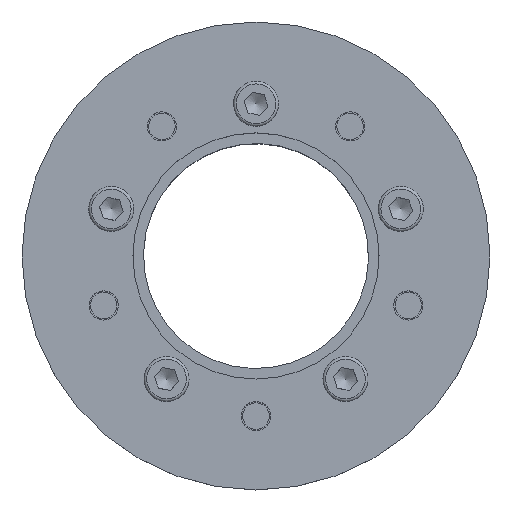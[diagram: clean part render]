
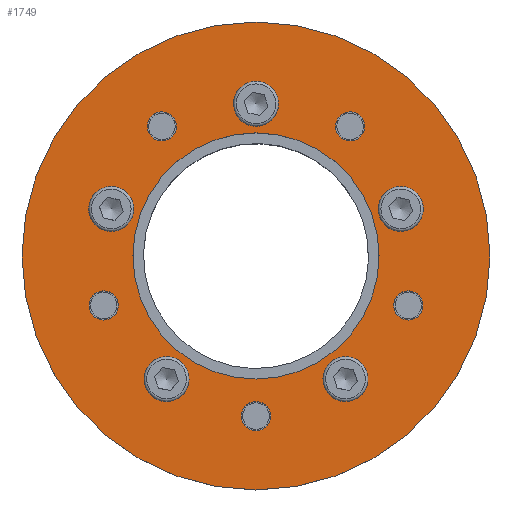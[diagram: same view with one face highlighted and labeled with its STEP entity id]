
A CAD part, top view. The second image highlights one B-rep face of the part: STEP entity #1749.
In plain terms, the highlighted face is planar.
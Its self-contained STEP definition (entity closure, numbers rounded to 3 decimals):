
#302=FACE_BOUND('',#529,.T.);
#303=FACE_BOUND('',#530,.T.);
#304=FACE_BOUND('',#531,.T.);
#305=FACE_BOUND('',#532,.T.);
#306=FACE_BOUND('',#533,.T.);
#307=FACE_BOUND('',#534,.T.);
#308=FACE_BOUND('',#535,.T.);
#309=FACE_BOUND('',#536,.T.);
#310=FACE_BOUND('',#537,.T.);
#311=FACE_BOUND('',#538,.T.);
#312=FACE_BOUND('',#539,.T.);
#337=PLANE('',#2076);
#408=FACE_OUTER_BOUND('',#528,.T.);
#528=EDGE_LOOP('',(#1509));
#529=EDGE_LOOP('',(#1510));
#530=EDGE_LOOP('',(#1511));
#531=EDGE_LOOP('',(#1512));
#532=EDGE_LOOP('',(#1513));
#533=EDGE_LOOP('',(#1514));
#534=EDGE_LOOP('',(#1515,#1516));
#535=EDGE_LOOP('',(#1517,#1518));
#536=EDGE_LOOP('',(#1519,#1520));
#537=EDGE_LOOP('',(#1521));
#538=EDGE_LOOP('',(#1522,#1523));
#539=EDGE_LOOP('',(#1524,#1525));
#702=CIRCLE('',#2077,44.2);
#703=CIRCLE('',#2078,2.75);
#704=CIRCLE('',#2079,2.75);
#705=CIRCLE('',#2080,2.75);
#706=CIRCLE('',#2081,2.75);
#707=CIRCLE('',#2082,2.75);
#708=CIRCLE('',#2083,2.65);
#709=CIRCLE('',#2084,2.65);
#710=CIRCLE('',#2085,2.65);
#711=CIRCLE('',#2086,2.65);
#712=CIRCLE('',#2087,2.65);
#713=CIRCLE('',#2088,2.65);
#714=CIRCLE('',#2089,23.25);
#715=CIRCLE('',#2090,2.65);
#716=CIRCLE('',#2091,2.65);
#717=CIRCLE('',#2092,2.65);
#718=CIRCLE('',#2093,2.65);
#868=VERTEX_POINT('',#3134);
#869=VERTEX_POINT('',#3136);
#870=VERTEX_POINT('',#3138);
#871=VERTEX_POINT('',#3140);
#872=VERTEX_POINT('',#3142);
#873=VERTEX_POINT('',#3144);
#874=VERTEX_POINT('',#3146);
#875=VERTEX_POINT('',#3147);
#876=VERTEX_POINT('',#3150);
#877=VERTEX_POINT('',#3151);
#878=VERTEX_POINT('',#3154);
#879=VERTEX_POINT('',#3155);
#880=VERTEX_POINT('',#3158);
#881=VERTEX_POINT('',#3160);
#882=VERTEX_POINT('',#3161);
#883=VERTEX_POINT('',#3164);
#884=VERTEX_POINT('',#3165);
#1095=EDGE_CURVE('',#868,#868,#702,.F.);
#1096=EDGE_CURVE('',#869,#869,#703,.F.);
#1097=EDGE_CURVE('',#870,#870,#704,.F.);
#1098=EDGE_CURVE('',#871,#871,#705,.F.);
#1099=EDGE_CURVE('',#872,#872,#706,.F.);
#1100=EDGE_CURVE('',#873,#873,#707,.F.);
#1101=EDGE_CURVE('',#874,#875,#708,.F.);
#1102=EDGE_CURVE('',#875,#874,#709,.F.);
#1103=EDGE_CURVE('',#876,#877,#710,.F.);
#1104=EDGE_CURVE('',#877,#876,#711,.F.);
#1105=EDGE_CURVE('',#878,#879,#712,.F.);
#1106=EDGE_CURVE('',#879,#878,#713,.F.);
#1107=EDGE_CURVE('',#880,#880,#714,.T.);
#1108=EDGE_CURVE('',#881,#882,#715,.T.);
#1109=EDGE_CURVE('',#882,#881,#716,.T.);
#1110=EDGE_CURVE('',#883,#884,#717,.T.);
#1111=EDGE_CURVE('',#884,#883,#718,.T.);
#1509=ORIENTED_EDGE('',*,*,#1095,.T.);
#1510=ORIENTED_EDGE('',*,*,#1096,.T.);
#1511=ORIENTED_EDGE('',*,*,#1097,.T.);
#1512=ORIENTED_EDGE('',*,*,#1098,.T.);
#1513=ORIENTED_EDGE('',*,*,#1099,.T.);
#1514=ORIENTED_EDGE('',*,*,#1100,.T.);
#1515=ORIENTED_EDGE('',*,*,#1101,.T.);
#1516=ORIENTED_EDGE('',*,*,#1102,.T.);
#1517=ORIENTED_EDGE('',*,*,#1103,.T.);
#1518=ORIENTED_EDGE('',*,*,#1104,.T.);
#1519=ORIENTED_EDGE('',*,*,#1105,.T.);
#1520=ORIENTED_EDGE('',*,*,#1106,.T.);
#1521=ORIENTED_EDGE('',*,*,#1107,.T.);
#1522=ORIENTED_EDGE('',*,*,#1108,.T.);
#1523=ORIENTED_EDGE('',*,*,#1109,.T.);
#1524=ORIENTED_EDGE('',*,*,#1110,.T.);
#1525=ORIENTED_EDGE('',*,*,#1111,.T.);
#1749=ADVANCED_FACE('',(#408,#302,#303,#304,#305,#306,#307,#308,#309,#310,
#311,#312),#337,.T.);
#2076=AXIS2_PLACEMENT_3D('',#3133,#2581,#2582);
#2077=AXIS2_PLACEMENT_3D('',#3135,#2583,#2584);
#2078=AXIS2_PLACEMENT_3D('',#3137,#2585,#2586);
#2079=AXIS2_PLACEMENT_3D('',#3139,#2587,#2588);
#2080=AXIS2_PLACEMENT_3D('',#3141,#2589,#2590);
#2081=AXIS2_PLACEMENT_3D('',#3143,#2591,#2592);
#2082=AXIS2_PLACEMENT_3D('',#3145,#2593,#2594);
#2083=AXIS2_PLACEMENT_3D('',#3148,#2595,#2596);
#2084=AXIS2_PLACEMENT_3D('',#3149,#2597,#2598);
#2085=AXIS2_PLACEMENT_3D('',#3152,#2599,#2600);
#2086=AXIS2_PLACEMENT_3D('',#3153,#2601,#2602);
#2087=AXIS2_PLACEMENT_3D('',#3156,#2603,#2604);
#2088=AXIS2_PLACEMENT_3D('',#3157,#2605,#2606);
#2089=AXIS2_PLACEMENT_3D('',#3159,#2607,#2608);
#2090=AXIS2_PLACEMENT_3D('',#3162,#2609,#2610);
#2091=AXIS2_PLACEMENT_3D('',#3163,#2611,#2612);
#2092=AXIS2_PLACEMENT_3D('',#3166,#2613,#2614);
#2093=AXIS2_PLACEMENT_3D('',#3167,#2615,#2616);
#2581=DIRECTION('center_axis',(0.,1.,0.));
#2582=DIRECTION('ref_axis',(0.,0.,1.));
#2583=DIRECTION('center_axis',(0.,-1.,0.));
#2584=DIRECTION('ref_axis',(-1.,0.,0.));
#2585=DIRECTION('center_axis',(0.,1.,0.));
#2586=DIRECTION('ref_axis',(-1.,0.,0.));
#2587=DIRECTION('center_axis',(0.,1.,0.));
#2588=DIRECTION('ref_axis',(-0.309,0.,0.951));
#2589=DIRECTION('center_axis',(0.,1.,0.));
#2590=DIRECTION('ref_axis',(0.809,0.,0.588));
#2591=DIRECTION('center_axis',(0.,1.,0.));
#2592=DIRECTION('ref_axis',(0.809,0.,-0.588));
#2593=DIRECTION('center_axis',(0.,1.,0.));
#2594=DIRECTION('ref_axis',(-0.309,0.,-0.951));
#2595=DIRECTION('center_axis',(0.,1.,0.));
#2596=DIRECTION('ref_axis',(-0.309,0.,0.951));
#2597=DIRECTION('center_axis',(0.,1.,0.));
#2598=DIRECTION('ref_axis',(-0.309,0.,0.951));
#2599=DIRECTION('center_axis',(0.,1.,0.));
#2600=DIRECTION('ref_axis',(-1.,0.,0.));
#2601=DIRECTION('center_axis',(0.,1.,0.));
#2602=DIRECTION('ref_axis',(-1.,0.,0.));
#2603=DIRECTION('center_axis',(0.,1.,0.));
#2604=DIRECTION('ref_axis',(-0.309,0.,-0.951));
#2605=DIRECTION('center_axis',(0.,1.,0.));
#2606=DIRECTION('ref_axis',(-0.309,0.,-0.951));
#2607=DIRECTION('center_axis',(0.,-1.,0.));
#2608=DIRECTION('ref_axis',(-1.,0.,0.));
#2609=DIRECTION('center_axis',(0.,-1.,0.));
#2610=DIRECTION('ref_axis',(-1.,0.,0.));
#2611=DIRECTION('center_axis',(0.,-1.,0.));
#2612=DIRECTION('ref_axis',(-1.,0.,0.));
#2613=DIRECTION('center_axis',(0.,-1.,0.));
#2614=DIRECTION('ref_axis',(-1.,0.,0.));
#2615=DIRECTION('center_axis',(0.,-1.,0.));
#2616=DIRECTION('ref_axis',(-1.,0.,0.));
#3133=CARTESIAN_POINT('Origin',(-36.2,-1.,0.));
#3134=CARTESIAN_POINT('',(44.2,-1.,0.));
#3135=CARTESIAN_POINT('Origin',(0.,-1.,0.));
#3136=CARTESIAN_POINT('',(2.75,-1.,-30.25));
#3137=CARTESIAN_POINT('Origin',(0.,-1.,-30.25));
#3138=CARTESIAN_POINT('',(-27.92,-1.,-11.963));
#3139=CARTESIAN_POINT('Origin',(-28.769,-1.,-9.348));
#3140=CARTESIAN_POINT('',(-20.005,-1.,22.856));
#3141=CARTESIAN_POINT('Origin',(-17.781,-1.,24.473));
#3142=CARTESIAN_POINT('',(15.556,-1.,26.089));
#3143=CARTESIAN_POINT('Origin',(17.781,-1.,24.473));
#3144=CARTESIAN_POINT('',(29.619,-1.,-6.732));
#3145=CARTESIAN_POINT('Origin',(28.769,-1.,-9.348));
#3146=CARTESIAN_POINT('',(-26.031,-1.,6.582));
#3147=CARTESIAN_POINT('',(-26.524,-1.,6.364));
#3148=CARTESIAN_POINT('Origin',(-27.343,-1.,8.884));
#3149=CARTESIAN_POINT('Origin',(-27.343,-1.,8.884));
#3150=CARTESIAN_POINT('',(-14.304,-1.,-22.723));
#3151=CARTESIAN_POINT('',(-14.249,-1.,-23.259));
#3152=CARTESIAN_POINT('Origin',(-16.899,-1.,-23.259));
#3153=CARTESIAN_POINT('Origin',(-16.899,-1.,-23.259));
#3154=CARTESIAN_POINT('',(17.191,-1.,-20.625));
#3155=CARTESIAN_POINT('',(17.718,-1.,-20.739));
#3156=CARTESIAN_POINT('Origin',(16.899,-1.,-23.259));
#3157=CARTESIAN_POINT('Origin',(16.899,-1.,-23.259));
#3158=CARTESIAN_POINT('',(23.25,-1.,0.));
#3159=CARTESIAN_POINT('Origin',(0.,-1.,0.));
#3160=CARTESIAN_POINT('',(26.031,-1.,6.582));
#3161=CARTESIAN_POINT('',(25.199,-1.,10.442));
#3162=CARTESIAN_POINT('Origin',(27.343,-1.,8.884));
#3163=CARTESIAN_POINT('Origin',(27.343,-1.,8.884));
#3164=CARTESIAN_POINT('',(1.784,-1.,26.791));
#3165=CARTESIAN_POINT('',(-2.144,-1.,27.192));
#3166=CARTESIAN_POINT('Origin',(0.,-1.,
28.75));
#3167=CARTESIAN_POINT('Origin',(0.,-1.,
28.75));
